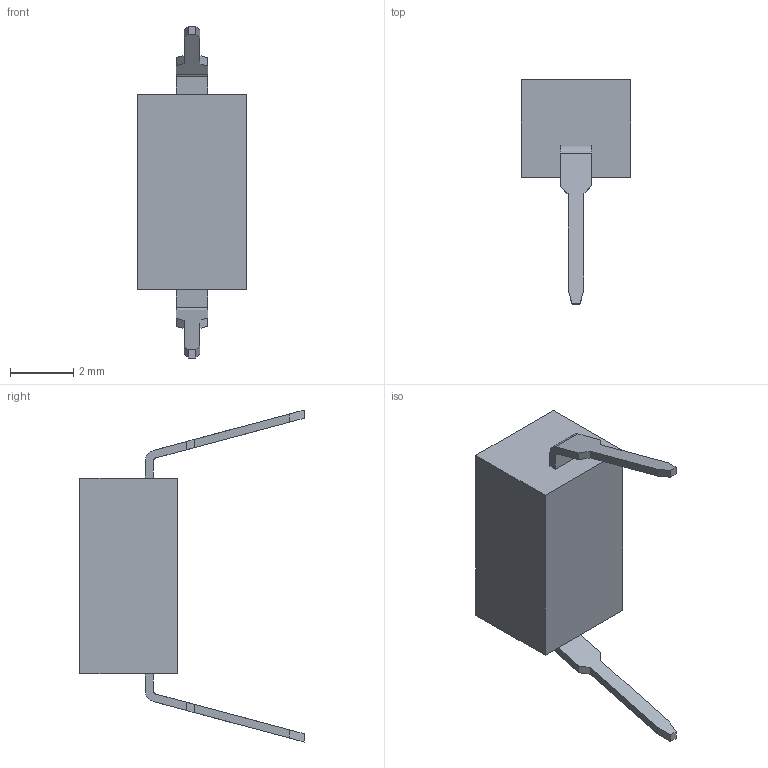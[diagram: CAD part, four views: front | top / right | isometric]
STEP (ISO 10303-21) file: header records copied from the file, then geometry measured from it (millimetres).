
FILE_DESCRIPTION(('STEP AP214'),'1');
FILE_NAME('19748.stp','2018-09-10T16:39:24',('TraceParts'),('TraceParts S.A.'),'Spatial InterOp 3D',' ',' ');
FILE_SCHEMA(('automotive_design'));
Length unit declared in the file: millimetre
Products named in the file (1): 19748
Bounding box: 3.48 x 7.1 x 10.5 mm (x, y, z)
Volume: 66.9 mm3; surface area: 131.2 mm2
Topology: 1 solids, 1 shells, 46 faces, 120 edges, 80 vertices
Faces by surface type: plane 42, cylinder 4
Entity records: 2776 total; most frequent: CARTESIAN_POINT 247, STYLED_ITEM 246, PRESENTATION_STYLE_ASSIGNMENT 246, COLOUR_RGB 246, ORIENTED_EDGE 240, DIRECTION 222, EDGE_CURVE 120, CURVE_STYLE 120
